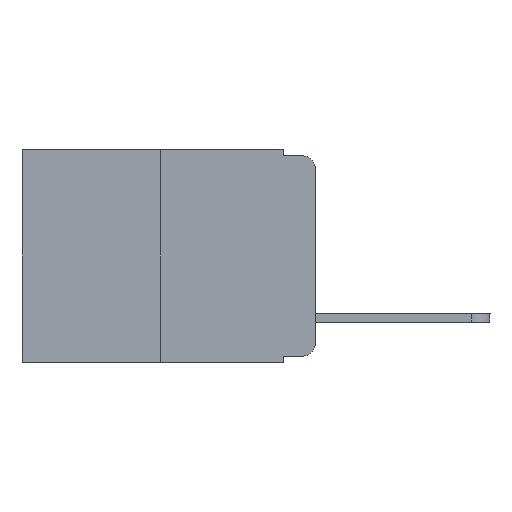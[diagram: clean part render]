
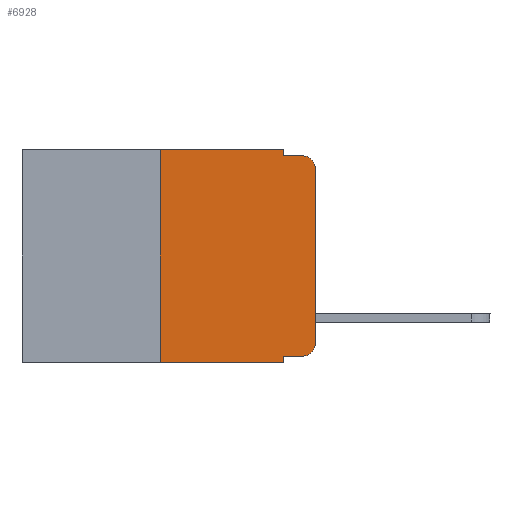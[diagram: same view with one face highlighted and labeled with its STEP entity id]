
A CAD part, left-side view. The second image highlights one B-rep face of the part: STEP entity #6928.
In plain terms, the highlighted planar face has unit normal (-1, 0, 0).
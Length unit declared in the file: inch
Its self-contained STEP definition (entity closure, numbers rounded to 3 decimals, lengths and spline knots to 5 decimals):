
#23 = CIRCLE ( 'NONE', #13716, 0.02 ) ;
#164 = VERTEX_POINT ( 'NONE', #13021 ) ;
#165 = VERTEX_POINT ( 'NONE', #8983 ) ;
#454 = CARTESIAN_POINT ( 'NONE',  ( 0., 0.02, -0.03 ) ) ;
#606 = VERTEX_POINT ( 'NONE', #3804 ) ;
#832 = CARTESIAN_POINT ( 'NONE',  ( 0., 0.051, -0.333 ) ) ;
#1370 = ORIENTED_EDGE ( 'NONE', *, *, #7497, .F. ) ;
#1410 = ORIENTED_EDGE ( 'NONE', *, *, #5365, .F. ) ;
#1533 = ORIENTED_EDGE ( 'NONE', *, *, #11452, .F. ) ;
#1657 = CARTESIAN_POINT ( 'NONE',  ( 0., 0., 0. ) ) ;
#1666 = VERTEX_POINT ( 'NONE', #14907 ) ;
#1712 = VECTOR ( 'NONE', #4629, 39.37008 ) ;
#1732 = CARTESIAN_POINT ( 'NONE',  ( 0., 0.25, 0. ) ) ;
#1944 = CARTESIAN_POINT ( 'NONE',  ( 0., 0.051, 0. ) ) ;
#2122 = LINE ( 'NONE', #4886, #6976 ) ;
#2213 = FACE_OUTER_BOUND ( 'NONE', #11935, .T. ) ;
#2453 = DIRECTION ( 'NONE',  ( 0., 0., -1. ) ) ;
#2583 = VERTEX_POINT ( 'NONE', #1944 ) ;
#2649 = VERTEX_POINT ( 'NONE', #12974 ) ;
#2704 = ORIENTED_EDGE ( 'NONE', *, *, #10784, .T. ) ;
#2795 = EDGE_CURVE ( 'NONE', #4589, #606, #5755, .T. ) ;
#3072 = DIRECTION ( 'NONE',  ( -1., 0., 0. ) ) ;
#3136 = CARTESIAN_POINT ( 'NONE',  ( 0., 0.02, -0.313 ) ) ;
#3145 = CARTESIAN_POINT ( 'NONE',  ( 0., 0.25, -0.343 ) ) ;
#3228 = DIRECTION ( 'NONE',  ( 0., 0., -1. ) ) ;
#3303 = CARTESIAN_POINT ( 'NONE',  ( 0., 0.051, -0.343 ) ) ;
#3371 = EDGE_CURVE ( 'NONE', #164, #2583, #2122, .T. ) ;
#3666 = LINE ( 'NONE', #832, #14869 ) ;
#3787 = VECTOR ( 'NONE', #15508, 39.37008 ) ;
#3804 = CARTESIAN_POINT ( 'NONE',  ( 0., 0., -0.03 ) ) ;
#4589 = VERTEX_POINT ( 'NONE', #8050 ) ;
#4629 = DIRECTION ( 'NONE',  ( 0., 0., -1. ) ) ;
#4886 = CARTESIAN_POINT ( 'NONE',  ( 0., 0.473, 0. ) ) ;
#5116 = CARTESIAN_POINT ( 'NONE',  ( 0., 0.051, -0.01 ) ) ;
#5153 = CARTESIAN_POINT ( 'NONE',  ( 0., 0.051, 0. ) ) ;
#5365 = EDGE_CURVE ( 'NONE', #2583, #14989, #10321, .T. ) ;
#5728 = CARTESIAN_POINT ( 'NONE',  ( 0., 0.051, 0. ) ) ;
#5755 = LINE ( 'NONE', #1657, #6140 ) ;
#6022 = DIRECTION ( 'NONE',  ( 0., -1., 0. ) ) ;
#6043 = EDGE_CURVE ( 'NONE', #165, #2649, #3666, .T. ) ;
#6140 = VECTOR ( 'NONE', #8259, 39.37008 ) ;
#6587 = LINE ( 'NONE', #1732, #6649 ) ;
#6649 = VECTOR ( 'NONE', #10530, 39.37008 ) ;
#6913 = VERTEX_POINT ( 'NONE', #3303 ) ;
#6928 = ADVANCED_FACE ( 'NONE', ( #2213 ), #8342, .F. ) ;
#6976 = VECTOR ( 'NONE', #11158, 39.37008 ) ;
#6983 = VECTOR ( 'NONE', #9861, 39.37008 ) ;
#7321 = EDGE_CURVE ( 'NONE', #9475, #6913, #7540, .T. ) ;
#7497 = EDGE_CURVE ( 'NONE', #14989, #1666, #11720, .T. ) ;
#7540 = LINE ( 'NONE', #8699, #6983 ) ;
#8050 = CARTESIAN_POINT ( 'NONE',  ( 0., 0., -0.313 ) ) ;
#8259 = DIRECTION ( 'NONE',  ( 0., 0., 1. ) ) ;
#8325 = VECTOR ( 'NONE', #2453, 39.37008 ) ;
#8342 = PLANE ( 'NONE',  #8558 ) ;
#8558 = AXIS2_PLACEMENT_3D ( 'NONE', #16301, #8575, #9812 ) ;
#8575 = DIRECTION ( 'NONE',  ( 1., 0., 0. ) ) ;
#8629 = ORIENTED_EDGE ( 'NONE', *, *, #6043, .T. ) ;
#8699 = CARTESIAN_POINT ( 'NONE',  ( 0., 0.473, -0.343 ) ) ;
#8983 = CARTESIAN_POINT ( 'NONE',  ( 0., 0.051, -0.333 ) ) ;
#9296 = ORIENTED_EDGE ( 'NONE', *, *, #7321, .T. ) ;
#9475 = VERTEX_POINT ( 'NONE', #3145 ) ;
#9812 = DIRECTION ( 'NONE',  ( 0., 0., -1. ) ) ;
#9861 = DIRECTION ( 'NONE',  ( 0., -1., 0. ) ) ;
#9935 = ORIENTED_EDGE ( 'NONE', *, *, #3371, .F. ) ;
#10321 = LINE ( 'NONE', #5728, #1712 ) ;
#10530 = DIRECTION ( 'NONE',  ( 0., 0., 1. ) ) ;
#10784 = EDGE_CURVE ( 'NONE', #606, #1666, #23, .T. ) ;
#11158 = DIRECTION ( 'NONE',  ( 0., -1., 0. ) ) ;
#11452 = EDGE_CURVE ( 'NONE', #165, #6913, #12949, .T. ) ;
#11720 = LINE ( 'NONE', #12735, #3787 ) ;
#11935 = EDGE_LOOP ( 'NONE', ( #14312, #2704, #1370, #1410, #9935, #12156, #9296, #1533, #8629, #12258 ) ) ;
#12156 = ORIENTED_EDGE ( 'NONE', *, *, #14232, .F. ) ;
#12258 = ORIENTED_EDGE ( 'NONE', *, *, #14385, .T. ) ;
#12735 = CARTESIAN_POINT ( 'NONE',  ( 0., 0.051, -0.01 ) ) ;
#12949 = LINE ( 'NONE', #5153, #8325 ) ;
#12974 = CARTESIAN_POINT ( 'NONE',  ( 0., 0.02, -0.333 ) ) ;
#13021 = CARTESIAN_POINT ( 'NONE',  ( 0., 0.25, 0. ) ) ;
#13239 = DIRECTION ( 'NONE',  ( 0., 0., -1. ) ) ;
#13481 = DIRECTION ( 'NONE',  ( -1., 0., 0. ) ) ;
#13716 = AXIS2_PLACEMENT_3D ( 'NONE', #454, #3072, #13239 ) ;
#14232 = EDGE_CURVE ( 'NONE', #9475, #164, #6587, .T. ) ;
#14312 = ORIENTED_EDGE ( 'NONE', *, *, #2795, .T. ) ;
#14385 = EDGE_CURVE ( 'NONE', #2649, #4589, #14993, .T. ) ;
#14726 = AXIS2_PLACEMENT_3D ( 'NONE', #3136, #13481, #3228 ) ;
#14869 = VECTOR ( 'NONE', #6022, 39.37008 ) ;
#14907 = CARTESIAN_POINT ( 'NONE',  ( 0., 0.02, -0.01 ) ) ;
#14989 = VERTEX_POINT ( 'NONE', #5116 ) ;
#14993 = CIRCLE ( 'NONE', #14726, 0.02 ) ;
#15508 = DIRECTION ( 'NONE',  ( 0., -1., 0. ) ) ;
#16301 = CARTESIAN_POINT ( 'NONE',  ( 0., 0.473, 0. ) ) ;
